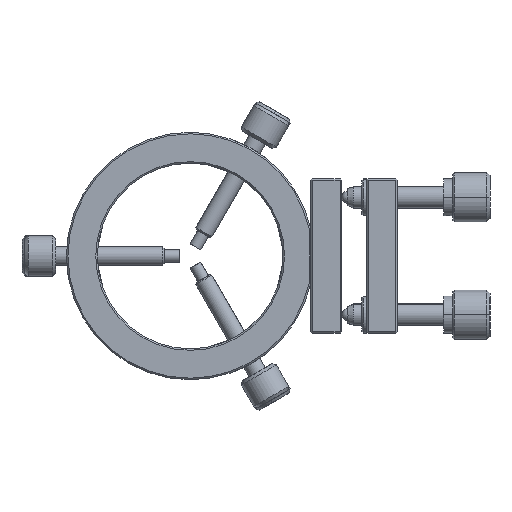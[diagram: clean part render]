
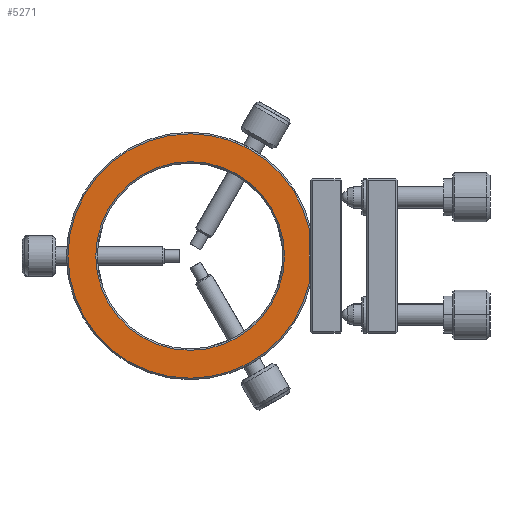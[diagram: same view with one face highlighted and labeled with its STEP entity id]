
A CAD part, left-side view. The second image highlights one B-rep face of the part: STEP entity #5271.
In plain terms, the highlighted planar face has unit normal (-1, 0, 0).
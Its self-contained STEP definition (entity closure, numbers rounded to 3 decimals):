
#202 = ORIENTED_EDGE ( 'NONE', *, *, #5754, .T. ) ;
#240 = EDGE_CURVE ( 'NONE', #7993, #755, #6888, .T. ) ;
#338 = AXIS2_PLACEMENT_3D ( 'NONE', #514, #1277, #6359 ) ;
#405 = DIRECTION ( 'NONE',  ( 0., 0., -1. ) ) ;
#514 = CARTESIAN_POINT ( 'NONE',  ( -143.166, 68.726, 197.795 ) ) ;
#705 = DIRECTION ( 'NONE',  ( 1., 0., 0. ) ) ;
#755 = VERTEX_POINT ( 'NONE', #8195 ) ;
#848 = PLANE ( 'NONE',  #3154 ) ;
#1277 = DIRECTION ( 'NONE',  ( -1., 0., 0. ) ) ;
#1346 = CARTESIAN_POINT ( 'NONE',  ( -143.166, 68.726, 237.295 ) ) ;
#1551 = AXIS2_PLACEMENT_3D ( 'NONE', #7662, #4803, #405 ) ;
#1701 = FACE_OUTER_BOUND ( 'NONE', #4268, .T. ) ;
#1930 = VERTEX_POINT ( 'NONE', #4496 ) ;
#2263 = DIRECTION ( 'NONE',  ( 1., 0., 0. ) ) ;
#2645 = CARTESIAN_POINT ( 'NONE',  ( -143.166, 68.726, 228.295 ) ) ;
#3041 = DIRECTION ( 'NONE',  ( 0., 0., -1. ) ) ;
#3154 = AXIS2_PLACEMENT_3D ( 'NONE', #8170, #2263, #7443 ) ;
#3169 = ORIENTED_EDGE ( 'NONE', *, *, #5571, .T. ) ;
#3471 = DIRECTION ( 'NONE',  ( 0., 0., -1. ) ) ;
#3477 = CARTESIAN_POINT ( 'NONE',  ( -143.166, 30.226, 206.627 ) ) ;
#3564 = DIRECTION ( 'NONE',  ( 1., 0., 0. ) ) ;
#3820 = DIRECTION ( 'NONE',  ( 0., 0., 1. ) ) ;
#4104 = FACE_BOUND ( 'NONE', #8556, .T. ) ;
#4175 = VERTEX_POINT ( 'NONE', #2645 ) ;
#4268 = EDGE_LOOP ( 'NONE', ( #4801, #6164, #6496, #202 ) ) ;
#4304 = CARTESIAN_POINT ( 'NONE',  ( -143.166, 68.726, 197.795 ) ) ;
#4496 = CARTESIAN_POINT ( 'NONE',  ( -143.166, 68.726, 167.295 ) ) ;
#4774 = CARTESIAN_POINT ( 'NONE',  ( -143.166, 68.726, 197.795 ) ) ;
#4801 = ORIENTED_EDGE ( 'NONE', *, *, #5488, .T. ) ;
#4803 = DIRECTION ( 'NONE',  ( -1., 0., 0. ) ) ;
#4843 = ORIENTED_EDGE ( 'NONE', *, *, #8158, .T. ) ;
#5102 = VERTEX_POINT ( 'NONE', #3477 ) ;
#5215 = CARTESIAN_POINT ( 'NONE',  ( -143.166, 30.226, 197.795 ) ) ;
#5271 = ADVANCED_FACE ( 'NONE', ( #4104, #1701 ), #848, .F. ) ;
#5488 = EDGE_CURVE ( 'NONE', #5102, #7993, #6938, .T. ) ;
#5571 = EDGE_CURVE ( 'NONE', #4175, #1930, #9219, .T. ) ;
#5653 = VERTEX_POINT ( 'NONE', #5752 ) ;
#5752 = CARTESIAN_POINT ( 'NONE',  ( -143.166, 30.226, 188.963 ) ) ;
#5754 = EDGE_CURVE ( 'NONE', #5653, #5102, #6145, .T. ) ;
#5852 = AXIS2_PLACEMENT_3D ( 'NONE', #4304, #705, #3041 ) ;
#5904 = AXIS2_PLACEMENT_3D ( 'NONE', #4774, #9295, #3471 ) ;
#6145 = LINE ( 'NONE', #5215, #7727 ) ;
#6164 = ORIENTED_EDGE ( 'NONE', *, *, #240, .T. ) ;
#6359 = DIRECTION ( 'NONE',  ( 0., 0., -1. ) ) ;
#6496 = ORIENTED_EDGE ( 'NONE', *, *, #6933, .T. ) ;
#6888 = CIRCLE ( 'NONE', #1551, 39.5 ) ;
#6933 = EDGE_CURVE ( 'NONE', #755, #5653, #7527, .T. ) ;
#6938 = CIRCLE ( 'NONE', #5904, 39.5 ) ;
#7443 = DIRECTION ( 'NONE',  ( 0., 0., -1. ) ) ;
#7527 = CIRCLE ( 'NONE', #338, 39.5 ) ;
#7662 = CARTESIAN_POINT ( 'NONE',  ( -143.166, 68.726, 197.795 ) ) ;
#7727 = VECTOR ( 'NONE', #3820, 1000. ) ;
#7847 = CIRCLE ( 'NONE', #5852, 30.5 ) ;
#7940 = DIRECTION ( 'NONE',  ( 0., 0., -1. ) ) ;
#7993 = VERTEX_POINT ( 'NONE', #1346 ) ;
#8011 = CARTESIAN_POINT ( 'NONE',  ( -143.166, 68.726, 197.795 ) ) ;
#8158 = EDGE_CURVE ( 'NONE', #1930, #4175, #7847, .T. ) ;
#8170 = CARTESIAN_POINT ( 'NONE',  ( -143.166, 68.726, 197.795 ) ) ;
#8195 = CARTESIAN_POINT ( 'NONE',  ( -143.166, 68.726, 158.295 ) ) ;
#8387 = AXIS2_PLACEMENT_3D ( 'NONE', #8011, #3564, #7940 ) ;
#8556 = EDGE_LOOP ( 'NONE', ( #3169, #4843 ) ) ;
#9219 = CIRCLE ( 'NONE', #8387, 30.5 ) ;
#9295 = DIRECTION ( 'NONE',  ( -1., 0., 0. ) ) ;
